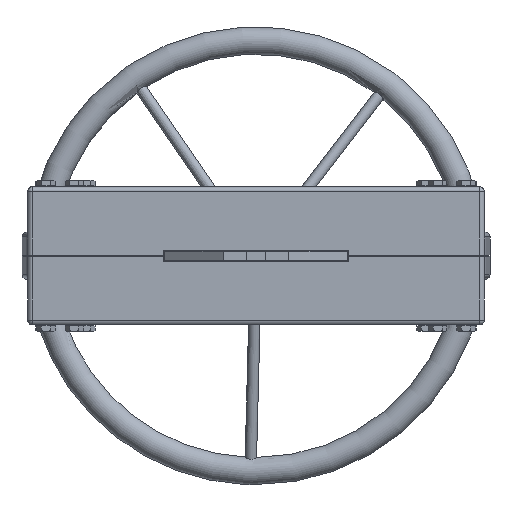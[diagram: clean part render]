
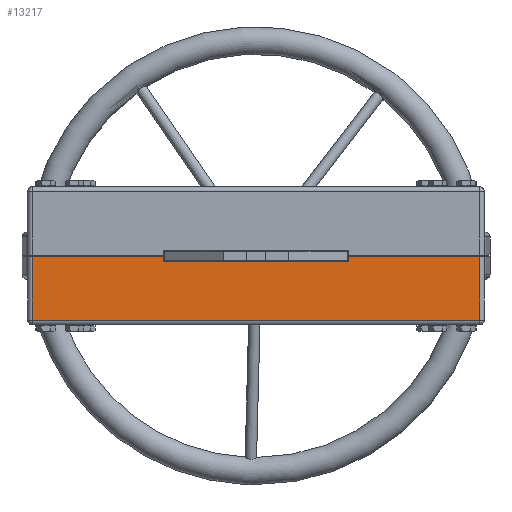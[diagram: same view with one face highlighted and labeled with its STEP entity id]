
A CAD part, front view. The second image highlights one B-rep face of the part: STEP entity #13217.
In plain terms, the highlighted planar face has unit normal (0, -1, 0).
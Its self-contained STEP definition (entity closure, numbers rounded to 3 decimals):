
#2398=FACE_OUTER_BOUND('',#3259,.T.);
#3259=EDGE_LOOP('',(#11070,#11071,#11072,#11073,#11074,#11075,#11076,#11077));
#3642=LINE('',#20754,#4472);
#3654=LINE('',#20829,#4484);
#3715=LINE('',#21124,#4545);
#3921=LINE('',#22365,#4751);
#4001=LINE('',#22648,#4831);
#4005=LINE('',#22655,#4835);
#4011=LINE('',#22664,#4841);
#4030=LINE('',#22775,#4860);
#4472=VECTOR('',#16022,10.);
#4484=VECTOR('',#16110,10.);
#4545=VECTOR('',#16477,10.);
#4751=VECTOR('',#17689,10.);
#4831=VECTOR('',#17997,10.);
#4835=VECTOR('',#18003,10.);
#4841=VECTOR('',#18011,10.);
#4860=VECTOR('',#18168,10.);
#5559=VERTEX_POINT('',#20747);
#5561=VERTEX_POINT('',#20752);
#5582=VERTEX_POINT('',#20818);
#5585=VERTEX_POINT('',#20825);
#5965=VERTEX_POINT('',#22364);
#6047=VERTEX_POINT('',#22645);
#6048=VERTEX_POINT('',#22647);
#6050=VERTEX_POINT('',#22654);
#6815=EDGE_CURVE('',#5561,#5559,#3642,.T.);
#6852=EDGE_CURVE('',#5582,#5585,#3654,.T.);
#7005=EDGE_CURVE('',#5559,#5582,#3715,.T.);
#7520=EDGE_CURVE('',#5585,#5965,#3921,.T.);
#7657=EDGE_CURVE('',#6048,#6047,#4001,.T.);
#7661=EDGE_CURVE('',#6050,#5965,#4005,.T.);
#7667=EDGE_CURVE('',#6047,#6050,#4011,.T.);
#7711=EDGE_CURVE('',#6048,#5561,#4030,.T.);
#11070=ORIENTED_EDGE('',*,*,#6815,.F.);
#11071=ORIENTED_EDGE('',*,*,#7711,.F.);
#11072=ORIENTED_EDGE('',*,*,#7657,.T.);
#11073=ORIENTED_EDGE('',*,*,#7667,.T.);
#11074=ORIENTED_EDGE('',*,*,#7661,.T.);
#11075=ORIENTED_EDGE('',*,*,#7520,.F.);
#11076=ORIENTED_EDGE('',*,*,#6852,.F.);
#11077=ORIENTED_EDGE('',*,*,#7005,.F.);
#11879=PLANE('',#14794);
#13217=ADVANCED_FACE('',(#2398),#11879,.F.);
#14794=AXIS2_PLACEMENT_3D('',#22919,#18368,#18369);
#16022=DIRECTION('',(0.,0.,-1.));
#16110=DIRECTION('',(0.,0.,1.));
#16477=DIRECTION('',(-1.,0.,0.));
#17689=DIRECTION('',(1.,0.,0.));
#17997=DIRECTION('',(0.,0.,-1.));
#18003=DIRECTION('',(0.,0.,1.));
#18011=DIRECTION('',(-1.,0.,0.));
#18168=DIRECTION('',(1.,0.,0.));
#18368=DIRECTION('center_axis',(0.,1.,0.));
#18369=DIRECTION('ref_axis',(1.,0.,0.));
#20747=CARTESIAN_POINT('',(98.,-110.,-28.25));
#20752=CARTESIAN_POINT('',(98.,-110.,-0.25));
#20754=CARTESIAN_POINT('',(98.,-110.,-0.25));
#20818=CARTESIAN_POINT('',(-98.,-110.,-28.25));
#20825=CARTESIAN_POINT('',(-98.,-110.,-0.25));
#20829=CARTESIAN_POINT('',(-98.,-110.,-0.25));
#21124=CARTESIAN_POINT('',(-50.,-110.,-28.25));
#22364=CARTESIAN_POINT('',(-40.5,-110.,-0.25));
#22365=CARTESIAN_POINT('',(-100.,-110.,-0.25));
#22645=CARTESIAN_POINT('',(40.5,-110.,-2.5));
#22647=CARTESIAN_POINT('',(40.5,-110.,-0.25));
#22648=CARTESIAN_POINT('',(40.5,-110.,1.125));
#22654=CARTESIAN_POINT('',(-40.5,-110.,-2.5));
#22655=CARTESIAN_POINT('',(-40.5,-110.,-1.375));
#22664=CARTESIAN_POINT('',(-29.75,-110.,-2.5));
#22775=CARTESIAN_POINT('',(-100.,-110.,-0.25));
#22919=CARTESIAN_POINT('Origin',(-100.,-110.,-0.25));
